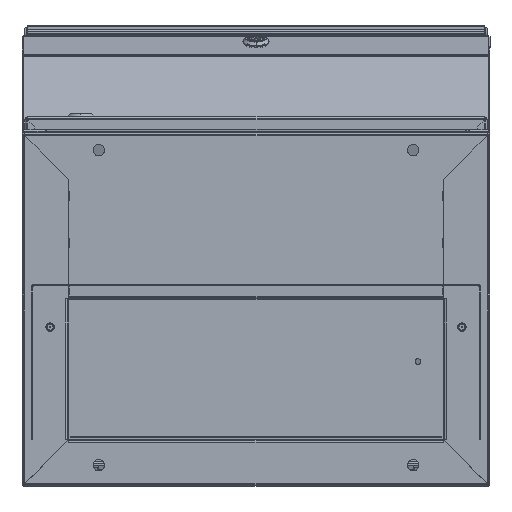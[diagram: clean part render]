
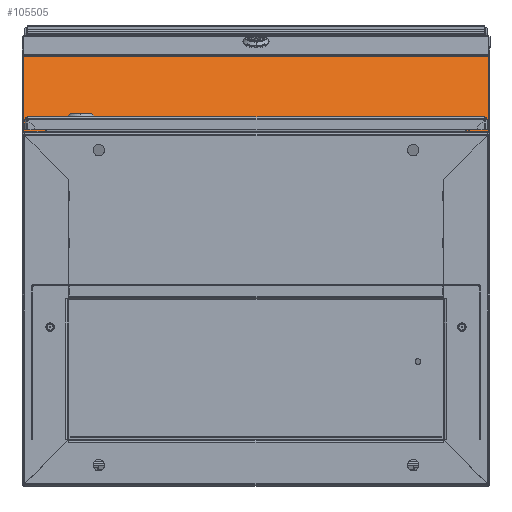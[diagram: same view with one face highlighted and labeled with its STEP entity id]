
A CAD part, front view. The second image highlights one B-rep face of the part: STEP entity #105505.
In plain terms, the highlighted face is planar.
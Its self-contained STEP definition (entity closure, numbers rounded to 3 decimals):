
#1035 = LINE ( 'NONE', #90141, #58911 ) ;
#2786 = DIRECTION ( 'NONE',  ( -1., 0., 0. ) ) ;
#3427 = CARTESIAN_POINT ( 'NONE',  ( -248.5, -43.469, 0. ) ) ;
#5113 = DIRECTION ( 'NONE',  ( -1., 0., 0. ) ) ;
#6061 = VERTEX_POINT ( 'NONE', #106888 ) ;
#8746 = EDGE_CURVE ( 'NONE', #47709, #97356, #89111, .T. ) ;
#15399 = ORIENTED_EDGE ( 'NONE', *, *, #8746, .T. ) ;
#16939 = DIRECTION ( 'NONE',  ( 0., -1., 0. ) ) ;
#18585 = CARTESIAN_POINT ( 'NONE',  ( 248.5, 43.164, 0. ) ) ;
#20650 = FACE_OUTER_BOUND ( 'NONE', #74685, .T. ) ;
#24722 = LINE ( 'NONE', #42462, #112840 ) ;
#25789 = DIRECTION ( 'NONE',  ( 0., 0., -1. ) ) ;
#32742 = ORIENTED_EDGE ( 'NONE', *, *, #76100, .T. ) ;
#33626 = DIRECTION ( 'NONE',  ( 0., 1., 0. ) ) ;
#39660 = VERTEX_POINT ( 'NONE', #3427 ) ;
#42462 = CARTESIAN_POINT ( 'NONE',  ( 248.5, -44.5, 0. ) ) ;
#43882 = DIRECTION ( 'NONE',  ( -1., 0., 0. ) ) ;
#44188 = CARTESIAN_POINT ( 'NONE',  ( -248.5, 43.164, 0. ) ) ;
#47709 = VERTEX_POINT ( 'NONE', #18585 ) ;
#49551 = VECTOR ( 'NONE', #16939, 1000. ) ;
#53075 = EDGE_CURVE ( 'NONE', #6061, #39660, #1035, .T. ) ;
#53081 = PLANE ( 'NONE',  #63007 ) ;
#58911 = VECTOR ( 'NONE', #2786, 1000. ) ;
#59702 = CARTESIAN_POINT ( 'NONE',  ( -248.5, -44.5, 0. ) ) ;
#63007 = AXIS2_PLACEMENT_3D ( 'NONE', #78869, #25789, #43882 ) ;
#68785 = LINE ( 'NONE', #59702, #49551 ) ;
#73980 = VECTOR ( 'NONE', #5113, 1000. ) ;
#74685 = EDGE_LOOP ( 'NONE', ( #15399, #79151, #101549, #32742 ) ) ;
#76100 = EDGE_CURVE ( 'NONE', #6061, #47709, #24722, .T. ) ;
#76614 = EDGE_CURVE ( 'NONE', #97356, #39660, #68785, .T. ) ;
#78869 = CARTESIAN_POINT ( 'NONE',  ( 248.5, 44.5, 0. ) ) ;
#79151 = ORIENTED_EDGE ( 'NONE', *, *, #76614, .T. ) ;
#89111 = LINE ( 'NONE', #93259, #73980 ) ;
#90141 = CARTESIAN_POINT ( 'NONE',  ( 248.5, -43.469, 0. ) ) ;
#93259 = CARTESIAN_POINT ( 'NONE',  ( 248.5, 43.164, 0. ) ) ;
#97356 = VERTEX_POINT ( 'NONE', #44188 ) ;
#101549 = ORIENTED_EDGE ( 'NONE', *, *, #53075, .F. ) ;
#105505 = ADVANCED_FACE ( 'NONE', ( #20650 ), #53081, .F. ) ;
#106888 = CARTESIAN_POINT ( 'NONE',  ( 248.5, -43.469, 0. ) ) ;
#112840 = VECTOR ( 'NONE', #33626, 1000. ) ;
